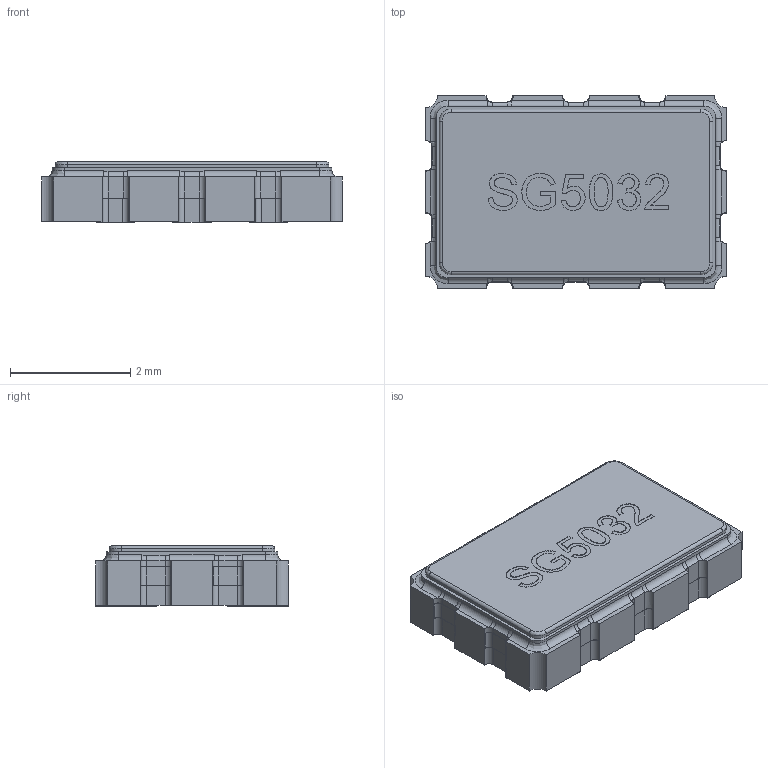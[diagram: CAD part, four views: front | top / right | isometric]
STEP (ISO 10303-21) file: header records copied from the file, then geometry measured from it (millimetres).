
FILE_DESCRIPTION (( 'STEP AP214' ), '1' );
FILE_NAME ('46A76CF8-C416-427A-AF55-5379998C04D2.STEP', '2023-02-09T15:35:20', ( '' ), ( '' ), 'SwSTEP 2.0', 'SolidWorks 2022', '' );
FILE_SCHEMA (( 'AUTOMOTIVE_DESIGN' ));
Length unit declared in the file: millimetre
Products named in the file (1): 46A76CF8-C416-427A-AF55-5379998C04D2
Bounding box: 5 x 3.2 x 1 mm (x, y, z)
Volume: 14.7 mm3; surface area: 46.8 mm2
Topology: 1 solids, 1 shells, 348 faces, 958 edges, 620 vertices
Faces by surface type: plane 176, cylinder 88, bspline 84
Entity records: 17167 total; most frequent: CARTESIAN_POINT 6501, ORIENTED_EDGE 1916, DIRECTION 1504, EDGE_CURVE 958, LINE 622, VECTOR 622, VERTEX_POINT 620, AXIS2_PLACEMENT_3D 441
